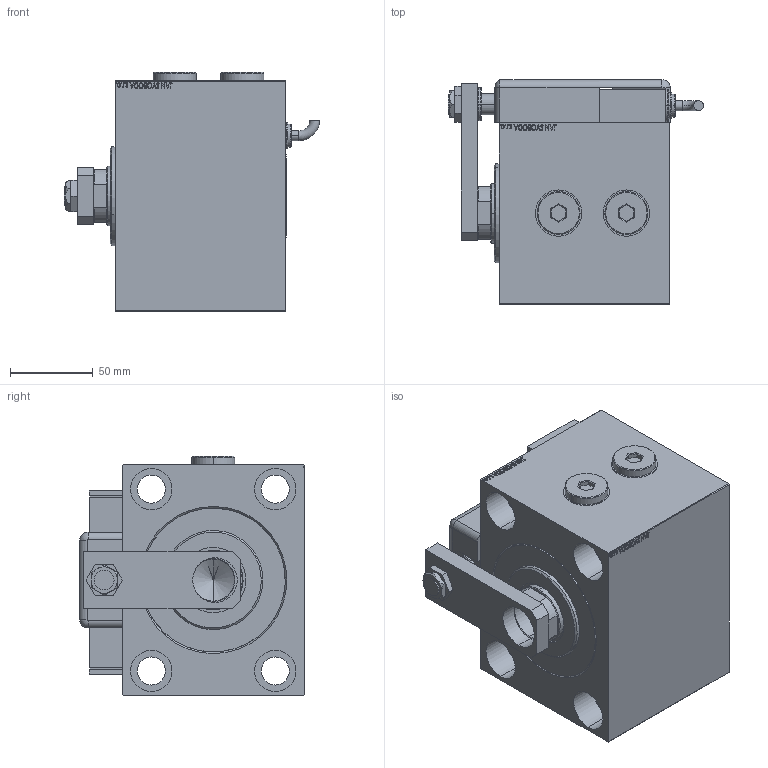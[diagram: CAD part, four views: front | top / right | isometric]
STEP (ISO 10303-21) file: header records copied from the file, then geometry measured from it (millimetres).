
FILE_DESCRIPTION (( 'STEP AP203' ), '1' );
FILE_NAME ('2094.STEP', '2024-02-11T14:34:53', ( '' ), ( '' ), 'SwSTEP 2.0', 'SolidWorks 2019', '' );
FILE_SCHEMA (( 'CONFIG_CONTROL_DESIGN' ));
Length unit declared in the file: millimetre
Products named in the file (14): NUT_D19 4e509d42bde901936be5cee2a33c2eff; NUT_D13 4e509d42bde901936be5cee2a33c2eff; V450CM_VC_B 4e509d42bde901936be5cee2a33c2eff; V450CM_C_Body 4e509d42bde901936be5cee2a33c2eff; KRYT 4e509d42bde901936be5cee2a33c2eff; ZARAZKA_Q 4e509d42bde901936be5cee2a33c2eff; MAGNETIC SWITCH Q 4e509d42bde901936be5cee2a33c2eff; 2094; V450CM_C_VCP 4e509d42bde901936be5cee2a33c2eff; SWITCH_Q_FRONT_BACK 4e509d42bde901936be5cee2a33c2eff; SWITCH Q 4e509d42bde901936be5cee2a33c2eff; SWITCH DIM A_G 4e509d42bde901936be5cee2a33c2eff; Zatka_OIL_PORT 4e509d42bde901936be5cee2a33c2eff; TYC 4e509d42bde901936be5cee2a33c2eff
Assembly tree (15 placements, depth 3):
  2094
    V450CM_C_Body 4e509d42bde901936be5cee2a33c2eff
    V450CM_C_VCP 4e509d42bde901936be5cee2a33c2eff
    V450CM_VC_B 4e509d42bde901936be5cee2a33c2eff
    MAGNETIC SWITCH Q 4e509d42bde901936be5cee2a33c2eff
      SWITCH_Q_FRONT_BACK 4e509d42bde901936be5cee2a33c2eff
      TYC 4e509d42bde901936be5cee2a33c2eff
      ZARAZKA_Q 4e509d42bde901936be5cee2a33c2eff
      SWITCH DIM A_G 4e509d42bde901936be5cee2a33c2eff
      NUT_D19 4e509d42bde901936be5cee2a33c2eff
      NUT_D13 4e509d42bde901936be5cee2a33c2eff
      KRYT 4e509d42bde901936be5cee2a33c2eff
      SWITCH Q 4e509d42bde901936be5cee2a33c2eff  x2
    Zatka_OIL_PORT 4e509d42bde901936be5cee2a33c2eff  x2
Bounding box: 154.46 x 135.8 x 144.9 mm (x, y, z)
Volume: 1553467 mm3; surface area: 227319.7 mm2
Topology: 15 solids, 15 shells, 1301 faces, 3278 edges, 2159 vertices
Faces by surface type: plane 649, bspline 471, cylinder 131, cone 26, torus 22, sphere 2
Entity records: 60898 total; most frequent: CARTESIAN_POINT 32371, ORIENTED_EDGE 6280, DIRECTION 4052, EDGE_CURVE 3140, VERTEX_POINT 2075, VECTOR 1872, LINE 1872, EDGE_LOOP 1423
